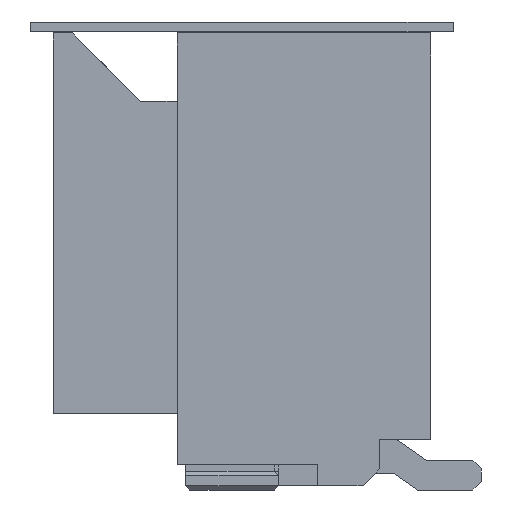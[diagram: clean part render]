
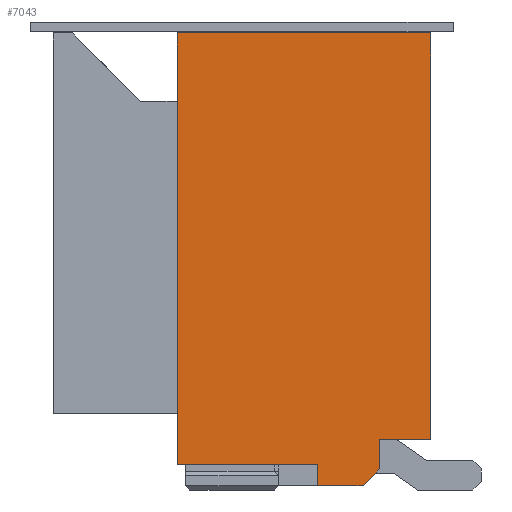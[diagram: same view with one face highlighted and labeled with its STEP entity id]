
A CAD part, left-side view. The second image highlights one B-rep face of the part: STEP entity #7043.
In plain terms, the highlighted planar face has unit normal (-1, 0, 0).
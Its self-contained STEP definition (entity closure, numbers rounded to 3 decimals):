
#565=DIRECTION('',(0.,-0.707,0.707));
#566=VECTOR('',#565,0.283);
#567=CARTESIAN_POINT('',(-8.5,-0.7,-1.25));
#568=LINE('',#567,#566);
#569=DIRECTION('',(0.,1.,0.));
#570=VECTOR('',#569,0.54);
#571=CARTESIAN_POINT('',(-8.5,-0.7,-1.25));
#572=LINE('',#571,#570);
#573=DIRECTION('',(0.,0.,1.));
#574=VECTOR('',#573,0.25);
#575=CARTESIAN_POINT('',(-8.5,-0.16,-1.25));
#576=LINE('',#575,#574);
#577=DIRECTION('',(0.,-1.,0.));
#578=VECTOR('',#577,1.66);
#579=CARTESIAN_POINT('',(-8.5,1.5,-1.));
#580=LINE('',#579,#578);
#581=DIRECTION('',(0.,0.,1.));
#582=VECTOR('',#581,5.11);
#583=CARTESIAN_POINT('',(-8.5,1.5,-1.));
#584=LINE('',#583,#582);
#585=DIRECTION('',(0.,-1.,0.));
#586=VECTOR('',#585,3.);
#587=CARTESIAN_POINT('',(-8.5,1.5,4.11));
#588=LINE('',#587,#586);
#589=DIRECTION('',(0.,0.,-1.));
#590=VECTOR('',#589,4.81);
#591=CARTESIAN_POINT('',(-8.5,-1.5,4.11));
#592=LINE('',#591,#590);
#593=DIRECTION('',(0.,1.,0.));
#594=VECTOR('',#593,0.6);
#595=CARTESIAN_POINT('',(-8.5,-1.5,-0.7));
#596=LINE('',#595,#594);
#597=DIRECTION('',(0.,0.,-1.));
#598=VECTOR('',#597,0.35);
#599=CARTESIAN_POINT('',(-8.5,-0.9,-0.7));
#600=LINE('',#599,#598);
#4957=CARTESIAN_POINT('',(-8.5,1.5,4.11));
#4958=CARTESIAN_POINT('',(-8.5,-1.5,4.11));
#4959=VERTEX_POINT('',#4957);
#4960=VERTEX_POINT('',#4958);
#4961=CARTESIAN_POINT('',(-8.5,-1.5,-0.7));
#4962=VERTEX_POINT('',#4961);
#4963=CARTESIAN_POINT('',(-8.5,-0.9,-0.7));
#4964=VERTEX_POINT('',#4963);
#5097=CARTESIAN_POINT('',(-8.5,1.5,-1.));
#5098=CARTESIAN_POINT('',(-8.5,-0.16,-1.));
#5099=VERTEX_POINT('',#5097);
#5100=VERTEX_POINT('',#5098);
#5101=CARTESIAN_POINT('',(-8.5,-0.16,-1.25));
#5102=VERTEX_POINT('',#5101);
#5573=CARTESIAN_POINT('',(-8.5,-0.7,-1.25));
#5574=CARTESIAN_POINT('',(-8.5,-0.9,-1.05));
#5575=VERTEX_POINT('',#5573);
#5576=VERTEX_POINT('',#5574);
#7021=CARTESIAN_POINT('',(-8.5,0.,0.));
#7022=DIRECTION('',(1.,0.,0.));
#7023=DIRECTION('',(0.,0.,-1.));
#7024=AXIS2_PLACEMENT_3D('',#7021,#7022,#7023);
#7025=PLANE('',#7024);
#7026=ORIENTED_EDGE('',*,*,#7011,.F.);
#7028=ORIENTED_EDGE('',*,*,#7027,.T.);
#7030=ORIENTED_EDGE('',*,*,#7029,.T.);
#7032=ORIENTED_EDGE('',*,*,#7031,.F.);
#7034=ORIENTED_EDGE('',*,*,#7033,.T.);
#7036=ORIENTED_EDGE('',*,*,#7035,.T.);
#7038=ORIENTED_EDGE('',*,*,#7037,.T.);
#7039=ORIENTED_EDGE('',*,*,#6680,.T.);
#7040=ORIENTED_EDGE('',*,*,#6983,.T.);
#7041=EDGE_LOOP('',(#7026,#7028,#7030,#7032,#7034,#7036,#7038,#7039,#7040));
#7042=FACE_OUTER_BOUND('',#7041,.F.);
#7043=ADVANCED_FACE('',(#7042),#7025,.F.);
#6680=EDGE_CURVE('',#4962,#4964,#596,.T.);
#6983=EDGE_CURVE('',#4964,#5576,#600,.T.);
#7011=EDGE_CURVE('',#5575,#5576,#568,.T.);
#7027=EDGE_CURVE('',#5575,#5102,#572,.T.);
#7029=EDGE_CURVE('',#5102,#5100,#576,.T.);
#7031=EDGE_CURVE('',#5099,#5100,#580,.T.);
#7033=EDGE_CURVE('',#5099,#4959,#584,.T.);
#7035=EDGE_CURVE('',#4959,#4960,#588,.T.);
#7037=EDGE_CURVE('',#4960,#4962,#592,.T.);
